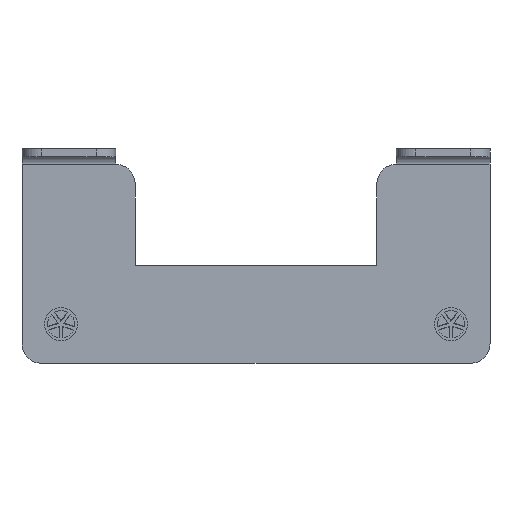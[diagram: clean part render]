
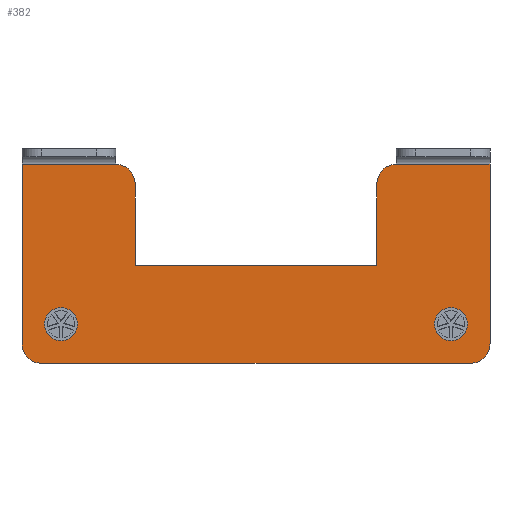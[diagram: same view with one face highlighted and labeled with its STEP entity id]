
A CAD part, front view. The second image highlights one B-rep face of the part: STEP entity #382.
In plain terms, the highlighted planar face has unit normal (0, -1, 0).
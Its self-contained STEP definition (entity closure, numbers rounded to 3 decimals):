
#13 = CARTESIAN_POINT ( 'NONE',  ( 60., -1., 5. ) ) ;
#33 = CARTESIAN_POINT ( 'NONE',  ( 50., -1., 10. ) ) ;
#40 = VECTOR ( 'NONE', #629, 1000. ) ;
#45 = AXIS2_PLACEMENT_3D ( 'NONE', #482, #471, #1897 ) ;
#52 = ORIENTED_EDGE ( 'NONE', *, *, #1327, .F. ) ;
#54 = DIRECTION ( 'NONE',  ( 1., 0., 0. ) ) ;
#71 = EDGE_CURVE ( 'NONE', #1299, #543, #1644, .T. ) ;
#83 = ORIENTED_EDGE ( 'NONE', *, *, #1952, .F. ) ;
#88 = CARTESIAN_POINT ( 'NONE',  ( -55., -1., 0. ) ) ;
#116 = DIRECTION ( 'NONE',  ( 0., 0., 1. ) ) ;
#121 = CARTESIAN_POINT ( 'NONE',  ( -50., -1., 6.9 ) ) ;
#127 = EDGE_CURVE ( 'NONE', #1876, #1067, #1495, .T. ) ;
#166 = DIRECTION ( 'NONE',  ( 0., 0., 1. ) ) ;
#170 = ORIENTED_EDGE ( 'NONE', *, *, #1532, .T. ) ;
#176 = CARTESIAN_POINT ( 'NONE',  ( 31., -1., 25. ) ) ;
#186 = DIRECTION ( 'NONE',  ( -1., 0., 0. ) ) ;
#206 = CARTESIAN_POINT ( 'NONE',  ( -31., -1., 46. ) ) ;
#218 = LINE ( 'NONE', #13, #1595 ) ;
#224 = CARTESIAN_POINT ( 'NONE',  ( -36., -1., 51. ) ) ;
#245 = CARTESIAN_POINT ( 'NONE',  ( -60., -1., 5. ) ) ;
#246 = ORIENTED_EDGE ( 'NONE', *, *, #71, .F. ) ;
#272 = VERTEX_POINT ( 'NONE', #176 ) ;
#284 = EDGE_CURVE ( 'NONE', #272, #2220, #616, .T. ) ;
#285 = EDGE_CURVE ( 'NONE', #2187, #958, #354, .T. ) ;
#354 = CIRCLE ( 'NONE', #614, 5. ) ;
#360 = ORIENTED_EDGE ( 'NONE', *, *, #1127, .F. ) ;
#376 = CIRCLE ( 'NONE', #442, 3.1 ) ;
#380 = DIRECTION ( 'NONE',  ( 0., 1., 0. ) ) ;
#382 = ADVANCED_FACE ( 'NONE', ( #1388, #1530, #1078 ), #1270, .F. ) ;
#387 = DIRECTION ( 'NONE',  ( 0., 0., -1. ) ) ;
#396 = EDGE_CURVE ( 'NONE', #1232, #1299, #218, .T. ) ;
#415 = LINE ( 'NONE', #1140, #40 ) ;
#435 = LINE ( 'NONE', #1080, #2126 ) ;
#442 = AXIS2_PLACEMENT_3D ( 'NONE', #33, #779, #1795 ) ;
#447 = EDGE_CURVE ( 'NONE', #674, #1006, #1110, .T. ) ;
#471 = DIRECTION ( 'NONE',  ( 0., 1., 0. ) ) ;
#482 = CARTESIAN_POINT ( 'NONE',  ( -50., -1., 10. ) ) ;
#486 = VERTEX_POINT ( 'NONE', #948 ) ;
#494 = DIRECTION ( 'NONE',  ( 0., 1., 0. ) ) ;
#499 = EDGE_CURVE ( 'NONE', #1546, #272, #415, .T. ) ;
#503 = DIRECTION ( 'NONE',  ( 0., 0., -1. ) ) ;
#519 = CARTESIAN_POINT ( 'NONE',  ( 60., -1., 51. ) ) ;
#531 = CARTESIAN_POINT ( 'NONE',  ( -31., -1., 46. ) ) ;
#543 = VERTEX_POINT ( 'NONE', #1336 ) ;
#552 = CARTESIAN_POINT ( 'NONE',  ( 31., -1., 46. ) ) ;
#553 = EDGE_CURVE ( 'NONE', #2220, #1285, #2159, .T. ) ;
#572 = ORIENTED_EDGE ( 'NONE', *, *, #553, .F. ) ;
#576 = CARTESIAN_POINT ( 'NONE',  ( -60., -1., 51. ) ) ;
#583 = CIRCLE ( 'NONE', #2042, 3.1 ) ;
#614 = AXIS2_PLACEMENT_3D ( 'NONE', #1443, #380, #918 ) ;
#616 = LINE ( 'NONE', #552, #1467 ) ;
#622 = ORIENTED_EDGE ( 'NONE', *, *, #1533, .F. ) ;
#629 = DIRECTION ( 'NONE',  ( 1., 0., 0. ) ) ;
#654 = EDGE_CURVE ( 'NONE', #486, #1839, #1001, .T. ) ;
#660 = AXIS2_PLACEMENT_3D ( 'NONE', #1329, #2000, #1132 ) ;
#674 = VERTEX_POINT ( 'NONE', #88 ) ;
#713 = DIRECTION ( 'NONE',  ( 0., 0., -1. ) ) ;
#724 = VECTOR ( 'NONE', #54, 1000. ) ;
#779 = DIRECTION ( 'NONE',  ( 0., 1., 0. ) ) ;
#812 = CARTESIAN_POINT ( 'NONE',  ( -60., -1., 5. ) ) ;
#866 = CARTESIAN_POINT ( 'NONE',  ( 36., -1., 51. ) ) ;
#876 = CARTESIAN_POINT ( 'NONE',  ( 60., -1., 5. ) ) ;
#885 = CARTESIAN_POINT ( 'NONE',  ( -50., -1., 10. ) ) ;
#898 = DIRECTION ( 'NONE',  ( 0., 0., -1. ) ) ;
#918 = DIRECTION ( 'NONE',  ( 0., 0., 1. ) ) ;
#948 = CARTESIAN_POINT ( 'NONE',  ( 50., -1., 13.1 ) ) ;
#958 = VERTEX_POINT ( 'NONE', #206 ) ;
#988 = AXIS2_PLACEMENT_3D ( 'NONE', #2206, #1522, #1194 ) ;
#1001 = CIRCLE ( 'NONE', #988, 3.1 ) ;
#1006 = VERTEX_POINT ( 'NONE', #245 ) ;
#1020 = ORIENTED_EDGE ( 'NONE', *, *, #1250, .T. ) ;
#1067 = VERTEX_POINT ( 'NONE', #1348 ) ;
#1077 = CARTESIAN_POINT ( 'NONE',  ( 36., -1., 46. ) ) ;
#1078 = FACE_OUTER_BOUND ( 'NONE', #1599, .T. ) ;
#1080 = CARTESIAN_POINT ( 'NONE',  ( 55., -1., 0. ) ) ;
#1094 = ORIENTED_EDGE ( 'NONE', *, *, #127, .T. ) ;
#1107 = CARTESIAN_POINT ( 'NONE',  ( -31., -1., 25. ) ) ;
#1110 = CIRCLE ( 'NONE', #660, 5. ) ;
#1125 = ORIENTED_EDGE ( 'NONE', *, *, #396, .F. ) ;
#1127 = EDGE_CURVE ( 'NONE', #1006, #1344, #1948, .T. ) ;
#1132 = DIRECTION ( 'NONE',  ( 0., 0., 1. ) ) ;
#1133 = LINE ( 'NONE', #531, #1460 ) ;
#1140 = CARTESIAN_POINT ( 'NONE',  ( 31., -1., 25. ) ) ;
#1194 = DIRECTION ( 'NONE',  ( 0., 0., -1. ) ) ;
#1203 = ORIENTED_EDGE ( 'NONE', *, *, #1774, .F. ) ;
#1232 = VERTEX_POINT ( 'NONE', #519 ) ;
#1234 = DIRECTION ( 'NONE',  ( 0., 1., 0. ) ) ;
#1250 = EDGE_CURVE ( 'NONE', #1067, #1876, #583, .T. ) ;
#1262 = CARTESIAN_POINT ( 'NONE',  ( -36., -1., 46. ) ) ;
#1270 = PLANE ( 'NONE',  #2013 ) ;
#1285 = VERTEX_POINT ( 'NONE', #866 ) ;
#1299 = VERTEX_POINT ( 'NONE', #876 ) ;
#1327 = EDGE_CURVE ( 'NONE', #543, #674, #435, .T. ) ;
#1329 = CARTESIAN_POINT ( 'NONE',  ( -55., -1., 5. ) ) ;
#1336 = CARTESIAN_POINT ( 'NONE',  ( 55., -1., 0. ) ) ;
#1344 = VERTEX_POINT ( 'NONE', #576 ) ;
#1348 = CARTESIAN_POINT ( 'NONE',  ( -50., -1., 13.1 ) ) ;
#1358 = VECTOR ( 'NONE', #1859, 1000. ) ;
#1368 = CARTESIAN_POINT ( 'NONE',  ( 31., -1., 46. ) ) ;
#1377 = DIRECTION ( 'NONE',  ( 0., 0., 1. ) ) ;
#1384 = CARTESIAN_POINT ( 'NONE',  ( 55., -1., 5. ) ) ;
#1385 = LINE ( 'NONE', #1539, #1358 ) ;
#1388 = FACE_BOUND ( 'NONE', #1870, .T. ) ;
#1443 = CARTESIAN_POINT ( 'NONE',  ( -36., -1., 46. ) ) ;
#1460 = VECTOR ( 'NONE', #898, 1000. ) ;
#1467 = VECTOR ( 'NONE', #1377, 1000. ) ;
#1495 = CIRCLE ( 'NONE', #45, 3.1 ) ;
#1522 = DIRECTION ( 'NONE',  ( 0., 1., 0. ) ) ;
#1530 = FACE_BOUND ( 'NONE', #1960, .T. ) ;
#1532 = EDGE_CURVE ( 'NONE', #1839, #486, #376, .T. ) ;
#1533 = EDGE_CURVE ( 'NONE', #1344, #2187, #2233, .T. ) ;
#1539 = CARTESIAN_POINT ( 'NONE',  ( 60., -1., 51. ) ) ;
#1546 = VERTEX_POINT ( 'NONE', #1107 ) ;
#1560 = ORIENTED_EDGE ( 'NONE', *, *, #447, .F. ) ;
#1595 = VECTOR ( 'NONE', #387, 1000. ) ;
#1599 = EDGE_LOOP ( 'NONE', ( #1203, #572, #1840, #1822, #83, #1654, #622, #360, #1560, #52, #246, #1125 ) ) ;
#1607 = DIRECTION ( 'NONE',  ( 0., 1., 0. ) ) ;
#1644 = CIRCLE ( 'NONE', #1698, 5. ) ;
#1654 = ORIENTED_EDGE ( 'NONE', *, *, #285, .F. ) ;
#1686 = CARTESIAN_POINT ( 'NONE',  ( -36., -1., 51. ) ) ;
#1698 = AXIS2_PLACEMENT_3D ( 'NONE', #1384, #494, #503 ) ;
#1707 = CARTESIAN_POINT ( 'NONE',  ( 50., -1., 6.9 ) ) ;
#1774 = EDGE_CURVE ( 'NONE', #1285, #1232, #1385, .T. ) ;
#1795 = DIRECTION ( 'NONE',  ( 0., 0., -1. ) ) ;
#1805 = AXIS2_PLACEMENT_3D ( 'NONE', #1077, #1946, #713 ) ;
#1822 = ORIENTED_EDGE ( 'NONE', *, *, #499, .F. ) ;
#1830 = VECTOR ( 'NONE', #116, 1000. ) ;
#1839 = VERTEX_POINT ( 'NONE', #1707 ) ;
#1840 = ORIENTED_EDGE ( 'NONE', *, *, #284, .F. ) ;
#1859 = DIRECTION ( 'NONE',  ( 1., 0., 0. ) ) ;
#1870 = EDGE_LOOP ( 'NONE', ( #170, #2099 ) ) ;
#1876 = VERTEX_POINT ( 'NONE', #121 ) ;
#1897 = DIRECTION ( 'NONE',  ( 0., 0., 1. ) ) ;
#1946 = DIRECTION ( 'NONE',  ( 0., 1., 0. ) ) ;
#1948 = LINE ( 'NONE', #812, #1830 ) ;
#1952 = EDGE_CURVE ( 'NONE', #958, #1546, #1133, .T. ) ;
#1960 = EDGE_LOOP ( 'NONE', ( #1094, #1020 ) ) ;
#2000 = DIRECTION ( 'NONE',  ( 0., 1., 0. ) ) ;
#2013 = AXIS2_PLACEMENT_3D ( 'NONE', #1262, #1607, #2119 ) ;
#2042 = AXIS2_PLACEMENT_3D ( 'NONE', #885, #1234, #166 ) ;
#2099 = ORIENTED_EDGE ( 'NONE', *, *, #654, .T. ) ;
#2119 = DIRECTION ( 'NONE',  ( 0., 0., 1. ) ) ;
#2126 = VECTOR ( 'NONE', #186, 1000. ) ;
#2159 = CIRCLE ( 'NONE', #1805, 5. ) ;
#2187 = VERTEX_POINT ( 'NONE', #1686 ) ;
#2206 = CARTESIAN_POINT ( 'NONE',  ( 50., -1., 10. ) ) ;
#2220 = VERTEX_POINT ( 'NONE', #1368 ) ;
#2233 = LINE ( 'NONE', #224, #724 ) ;
